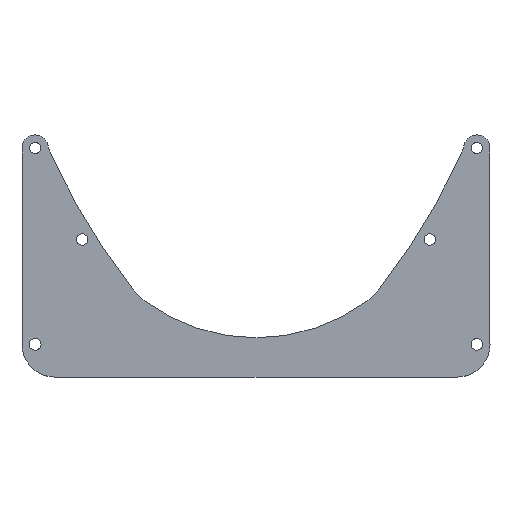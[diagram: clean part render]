
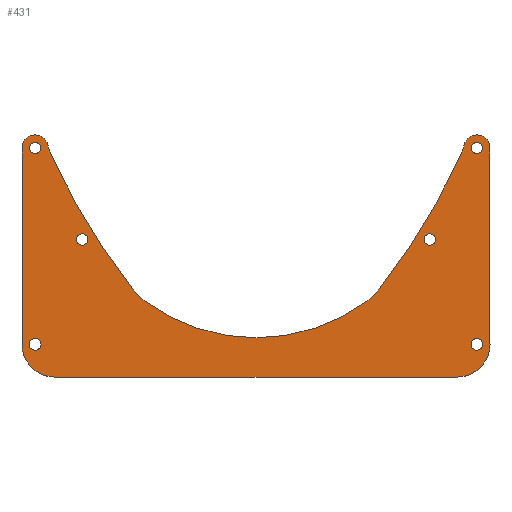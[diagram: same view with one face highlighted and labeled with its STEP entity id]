
A CAD part, top view. The second image highlights one B-rep face of the part: STEP entity #431.
In plain terms, the highlighted planar face has unit normal (0, 0, 1).
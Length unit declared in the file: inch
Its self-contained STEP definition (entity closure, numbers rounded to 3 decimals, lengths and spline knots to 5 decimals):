
#15=FACE_BOUND('',#75,.T.);
#16=FACE_BOUND('',#76,.T.);
#17=FACE_BOUND('',#77,.T.);
#18=FACE_BOUND('',#78,.T.);
#19=FACE_BOUND('',#79,.T.);
#20=FACE_BOUND('',#80,.T.);
#30=PLANE('',#501);
#52=FACE_OUTER_BOUND('',#74,.T.);
#74=EDGE_LOOP('',(#354,#355,#356,#357,#358,#359,#360,#361,#362,#363,#364,
#365,#366,#367));
#75=EDGE_LOOP('',(#368));
#76=EDGE_LOOP('',(#369));
#77=EDGE_LOOP('',(#370));
#78=EDGE_LOOP('',(#371));
#79=EDGE_LOOP('',(#372));
#80=EDGE_LOOP('',(#373));
#104=LINE('',#735,#130);
#108=LINE('',#747,#134);
#112=LINE('',#759,#138);
#130=VECTOR('',#607,0.3937);
#134=VECTOR('',#619,0.3937);
#138=VECTOR('',#631,0.3937);
#140=CIRCLE('',#448,0.088);
#142=CIRCLE('',#451,0.088);
#144=CIRCLE('',#454,0.088);
#146=CIRCLE('',#457,0.088);
#148=CIRCLE('',#460,0.091);
#150=CIRCLE('',#463,0.088);
#153=CIRCLE('',#467,1.);
#155=CIRCLE('',#470,10.35358);
#157=CIRCLE('',#473,1.);
#159=CIRCLE('',#476,2.84549);
#161=CIRCLE('',#479,1.);
#163=CIRCLE('',#482,10.35358);
#165=CIRCLE('',#485,1.);
#167=CIRCLE('',#488,0.2);
#169=CIRCLE('',#492,0.5);
#171=CIRCLE('',#496,0.5);
#173=CIRCLE('',#500,0.2);
#174=VERTEX_POINT('',#645);
#176=VERTEX_POINT('',#651);
#178=VERTEX_POINT('',#657);
#180=VERTEX_POINT('',#663);
#182=VERTEX_POINT('',#669);
#184=VERTEX_POINT('',#675);
#188=VERTEX_POINT('',#684);
#189=VERTEX_POINT('',#686);
#191=VERTEX_POINT('',#692);
#193=VERTEX_POINT('',#698);
#195=VERTEX_POINT('',#704);
#197=VERTEX_POINT('',#710);
#199=VERTEX_POINT('',#716);
#201=VERTEX_POINT('',#722);
#203=VERTEX_POINT('',#728);
#205=VERTEX_POINT('',#734);
#207=VERTEX_POINT('',#740);
#209=VERTEX_POINT('',#746);
#211=VERTEX_POINT('',#752);
#213=VERTEX_POINT('',#758);
#214=EDGE_CURVE('',#174,#174,#140,.T.);
#217=EDGE_CURVE('',#176,#176,#142,.T.);
#220=EDGE_CURVE('',#178,#178,#144,.T.);
#223=EDGE_CURVE('',#180,#180,#146,.T.);
#226=EDGE_CURVE('',#182,#182,#148,.T.);
#229=EDGE_CURVE('',#184,#184,#150,.T.);
#234=EDGE_CURVE('',#189,#188,#153,.T.);
#237=EDGE_CURVE('',#191,#189,#155,.T.);
#240=EDGE_CURVE('',#193,#191,#157,.T.);
#243=EDGE_CURVE('',#195,#193,#159,.T.);
#246=EDGE_CURVE('',#197,#195,#161,.T.);
#249=EDGE_CURVE('',#199,#197,#163,.T.);
#252=EDGE_CURVE('',#201,#199,#165,.T.);
#255=EDGE_CURVE('',#203,#201,#167,.T.);
#258=EDGE_CURVE('',#205,#203,#104,.T.);
#261=EDGE_CURVE('',#207,#205,#169,.T.);
#264=EDGE_CURVE('',#209,#207,#108,.T.);
#267=EDGE_CURVE('',#211,#209,#171,.T.);
#270=EDGE_CURVE('',#213,#211,#112,.T.);
#273=EDGE_CURVE('',#188,#213,#173,.T.);
#354=ORIENTED_EDGE('',*,*,#273,.T.);
#355=ORIENTED_EDGE('',*,*,#270,.T.);
#356=ORIENTED_EDGE('',*,*,#267,.T.);
#357=ORIENTED_EDGE('',*,*,#264,.T.);
#358=ORIENTED_EDGE('',*,*,#261,.T.);
#359=ORIENTED_EDGE('',*,*,#258,.T.);
#360=ORIENTED_EDGE('',*,*,#255,.T.);
#361=ORIENTED_EDGE('',*,*,#252,.T.);
#362=ORIENTED_EDGE('',*,*,#249,.T.);
#363=ORIENTED_EDGE('',*,*,#246,.T.);
#364=ORIENTED_EDGE('',*,*,#243,.T.);
#365=ORIENTED_EDGE('',*,*,#240,.T.);
#366=ORIENTED_EDGE('',*,*,#237,.T.);
#367=ORIENTED_EDGE('',*,*,#234,.T.);
#368=ORIENTED_EDGE('',*,*,#229,.T.);
#369=ORIENTED_EDGE('',*,*,#226,.T.);
#370=ORIENTED_EDGE('',*,*,#223,.T.);
#371=ORIENTED_EDGE('',*,*,#220,.T.);
#372=ORIENTED_EDGE('',*,*,#217,.T.);
#373=ORIENTED_EDGE('',*,*,#214,.T.);
#431=ADVANCED_FACE('',(#52,#15,#16,#17,#18,#19,#20),#30,.T.);
#448=AXIS2_PLACEMENT_3D('',#646,#507,#508);
#451=AXIS2_PLACEMENT_3D('',#652,#514,#515);
#454=AXIS2_PLACEMENT_3D('',#658,#521,#522);
#457=AXIS2_PLACEMENT_3D('',#664,#528,#529);
#460=AXIS2_PLACEMENT_3D('',#670,#535,#536);
#463=AXIS2_PLACEMENT_3D('',#676,#542,#543);
#467=AXIS2_PLACEMENT_3D('',#687,#552,#553);
#470=AXIS2_PLACEMENT_3D('',#693,#559,#560);
#473=AXIS2_PLACEMENT_3D('',#699,#566,#567);
#476=AXIS2_PLACEMENT_3D('',#705,#573,#574);
#479=AXIS2_PLACEMENT_3D('',#711,#580,#581);
#482=AXIS2_PLACEMENT_3D('',#717,#587,#588);
#485=AXIS2_PLACEMENT_3D('',#723,#594,#595);
#488=AXIS2_PLACEMENT_3D('',#729,#601,#602);
#492=AXIS2_PLACEMENT_3D('',#741,#613,#614);
#496=AXIS2_PLACEMENT_3D('',#753,#625,#626);
#500=AXIS2_PLACEMENT_3D('',#763,#637,#638);
#501=AXIS2_PLACEMENT_3D('',#764,#639,#640);
#507=DIRECTION('center_axis',(0.,0.,-1.));
#508=DIRECTION('ref_axis',(1.,0.,0.));
#514=DIRECTION('center_axis',(0.,0.,-1.));
#515=DIRECTION('ref_axis',(1.,0.,0.));
#521=DIRECTION('center_axis',(0.,0.,-1.));
#522=DIRECTION('ref_axis',(1.,0.,0.));
#528=DIRECTION('center_axis',(0.,0.,-1.));
#529=DIRECTION('ref_axis',(1.,0.,0.));
#535=DIRECTION('center_axis',(0.,0.,-1.));
#536=DIRECTION('ref_axis',(1.,0.,0.));
#542=DIRECTION('center_axis',(0.,0.,-1.));
#543=DIRECTION('ref_axis',(1.,0.,0.));
#552=DIRECTION('center_axis',(0.,0.,
-1.));
#553=DIRECTION('ref_axis',(-0.968,-0.249,0.));
#559=DIRECTION('center_axis',(0.,0.,
-1.));
#560=DIRECTION('ref_axis',(-0.909,-0.417,0.));
#566=DIRECTION('center_axis',(0.,0.,
-1.));
#567=DIRECTION('ref_axis',(-0.789,-0.614,0.));
#573=DIRECTION('center_axis',(0.,0.,
-1.));
#574=DIRECTION('ref_axis',(-0.595,-0.804,0.));
#580=DIRECTION('center_axis',(0.,0.,
-1.));
#581=DIRECTION('ref_axis',(0.595,-0.804,0.));
#587=DIRECTION('center_axis',(0.,0.,
-1.));
#588=DIRECTION('ref_axis',(0.789,-0.614,0.));
#594=DIRECTION('center_axis',(0.,0.,
-1.));
#595=DIRECTION('ref_axis',(0.909,-0.417,0.));
#601=DIRECTION('center_axis',(0.,0.,
1.));
#602=DIRECTION('ref_axis',(1.,0.,0.));
#607=DIRECTION('',(0.,1.,0.));
#613=DIRECTION('center_axis',(0.,0.,
1.));
#614=DIRECTION('ref_axis',(0.,-1.,0.));
#619=DIRECTION('',(1.,0.,0.));
#625=DIRECTION('center_axis',(0.,0.,
1.));
#626=DIRECTION('ref_axis',(-1.,0.,0.));
#631=DIRECTION('',(0.,-1.,0.));
#637=DIRECTION('center_axis',(0.,0.,
1.));
#638=DIRECTION('ref_axis',(0.968,0.249,0.));
#639=DIRECTION('center_axis',(0.,0.,
1.));
#640=DIRECTION('ref_axis',(1.,0.,0.));
#645=CARTESIAN_POINT('',(6.36912,2.21101,0.0625));
#646=CARTESIAN_POINT('Origin',(6.45712,2.21101,0.0625));
#651=CARTESIAN_POINT('',(0.33712,3.61001,0.0625));
#652=CARTESIAN_POINT('Origin',(0.42512,3.61001,0.0625));
#657=CARTESIAN_POINT('',(1.05512,2.21101,0.0625));
#658=CARTESIAN_POINT('Origin',(1.14312,2.21101,0.0625));
#663=CARTESIAN_POINT('',(7.08712,0.61001,0.0625));
#664=CARTESIAN_POINT('Origin',(7.17512,0.61001,0.0625));
#669=CARTESIAN_POINT('',(0.33412,0.61001,0.0625));
#670=CARTESIAN_POINT('Origin',(0.42512,0.61001,0.0625));
#675=CARTESIAN_POINT('',(7.08712,3.61001,0.0625));
#676=CARTESIAN_POINT('Origin',(7.17512,3.61001,0.0625));
#684=CARTESIAN_POINT('',(0.6188,3.65989,0.0625));
#686=CARTESIAN_POINT('',(0.67845,3.49194,0.0625));
#687=CARTESIAN_POINT('Origin',(1.58721,3.90925,0.0625));
#692=CARTESIAN_POINT('',(1.9135,1.45778,0.0625));
#693=CARTESIAN_POINT('Origin',(10.08741,7.8126,0.0625));
#698=CARTESIAN_POINT('',(2.10847,1.26746,0.0625));
#699=CARTESIAN_POINT('Origin',(2.70297,2.07156,0.0625));
#704=CARTESIAN_POINT('',(5.49177,1.26746,0.0625));
#705=CARTESIAN_POINT('Origin',(3.80012,3.5555,0.0625));
#710=CARTESIAN_POINT('',(5.68674,1.45778,0.0625));
#711=CARTESIAN_POINT('Origin',(4.89727,2.07156,0.0625));
#716=CARTESIAN_POINT('',(6.92179,3.49194,0.0625));
#717=CARTESIAN_POINT('Origin',(-2.48716,7.8126,0.0625));
#722=CARTESIAN_POINT('',(6.98144,3.65989,0.0625));
#723=CARTESIAN_POINT('Origin',(6.01303,3.90925,0.0625));
#728=CARTESIAN_POINT('',(7.37512,3.61001,0.0625));
#729=CARTESIAN_POINT('Origin',(7.17512,3.61001,0.0625));
#734=CARTESIAN_POINT('',(7.37512,0.61001,0.0625));
#735=CARTESIAN_POINT('',(7.37512,0.61001,0.0625));
#740=CARTESIAN_POINT('',(6.87512,0.11001,0.0625));
#741=CARTESIAN_POINT('Origin',(6.87512,0.61001,0.0625));
#746=CARTESIAN_POINT('',(0.72512,0.11001,0.0625));
#747=CARTESIAN_POINT('',(0.72512,0.11001,0.0625));
#752=CARTESIAN_POINT('',(0.22512,0.61001,0.0625));
#753=CARTESIAN_POINT('Origin',(0.72512,0.61001,0.0625));
#758=CARTESIAN_POINT('',(0.22512,3.61001,0.0625));
#759=CARTESIAN_POINT('',(0.22512,3.61001,0.0625));
#763=CARTESIAN_POINT('Origin',(0.42512,3.61001,0.0625));
#764=CARTESIAN_POINT('Origin',(3.80012,1.96001,0.0625));
